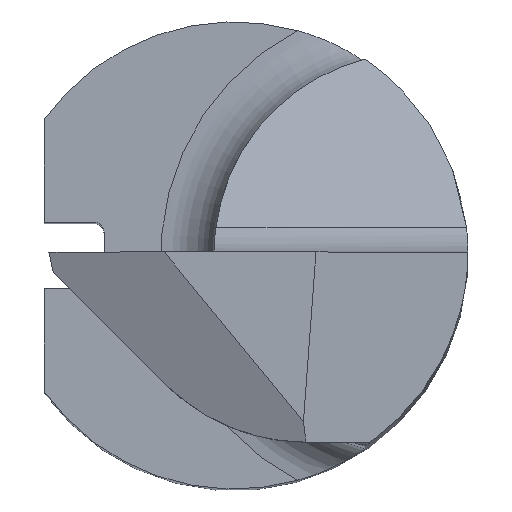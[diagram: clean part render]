
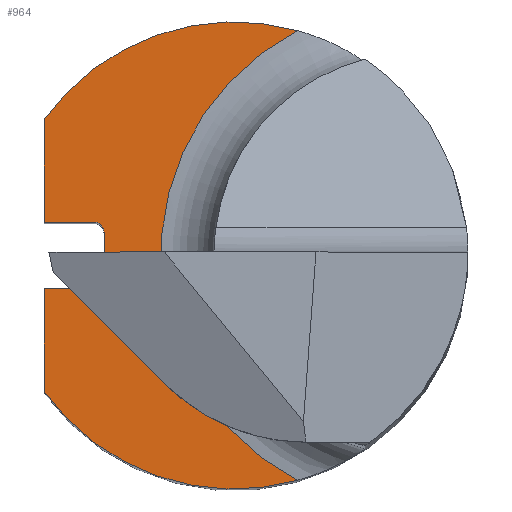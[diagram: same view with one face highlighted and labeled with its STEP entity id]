
A CAD part, top view. The second image highlights one B-rep face of the part: STEP entity #964.
In plain terms, the highlighted planar face has unit normal (0, 0, 1).
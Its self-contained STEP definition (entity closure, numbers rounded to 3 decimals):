
#10 = DIRECTION ( 'NONE',  ( 0., -1., 0. ) ) ;
#25 = DIRECTION ( 'NONE',  ( -1., 0., 0. ) ) ;
#31 = LINE ( 'NONE', #451, #194 ) ;
#52 = CARTESIAN_POINT ( 'NONE',  ( -1.95, 0.35, 14.75 ) ) ;
#75 = LINE ( 'NONE', #769, #157 ) ;
#80 = AXIS2_PLACEMENT_3D ( 'NONE', #653, #554, #1057 ) ;
#108 = CARTESIAN_POINT ( 'NONE',  ( -2.85, -2.032, 14.75 ) ) ;
#110 = CARTESIAN_POINT ( 'NONE',  ( -2.1, 0.5, 14.75 ) ) ;
#117 = CARTESIAN_POINT ( 'NONE',  ( -2.85, -0.5, 14.75 ) ) ;
#135 = CARTESIAN_POINT ( 'NONE',  ( 0., 0., 14.75 ) ) ;
#157 = VECTOR ( 'NONE', #10, 1000. ) ;
#159 = EDGE_LOOP ( 'NONE', ( #476, #1022, #675, #224, #602, #358, #1111, #1059, #184, #351 ) ) ;
#184 = ORIENTED_EDGE ( 'NONE', *, *, #795, .T. ) ;
#190 = AXIS2_PLACEMENT_3D ( 'NONE', #135, #460, #660 ) ;
#194 = VECTOR ( 'NONE', #881, 1000. ) ;
#206 = DIRECTION ( 'NONE',  ( -1., 0., 0. ) ) ;
#224 = ORIENTED_EDGE ( 'NONE', *, *, #666, .T. ) ;
#231 = AXIS2_PLACEMENT_3D ( 'NONE', #1046, #619, #206 ) ;
#242 = VERTEX_POINT ( 'NONE', #371 ) ;
#258 = VERTEX_POINT ( 'NONE', #884 ) ;
#259 = EDGE_CURVE ( 'NONE', #845, #591, #678, .T. ) ;
#280 = CIRCLE ( 'NONE', #80, 0.15 ) ;
#287 = CARTESIAN_POINT ( 'NONE',  ( -2.1, -0.35, 14.75 ) ) ;
#288 = LINE ( 'NONE', #117, #805 ) ;
#293 = CARTESIAN_POINT ( 'NONE',  ( 2.691, 0., 14.75 ) ) ;
#307 = DIRECTION ( 'NONE',  ( 0., 0., -1. ) ) ;
#327 = VERTEX_POINT ( 'NONE', #52 ) ;
#330 = EDGE_CURVE ( 'NONE', #991, #584, #411, .T. ) ;
#348 = LINE ( 'NONE', #366, #481 ) ;
#351 = ORIENTED_EDGE ( 'NONE', *, *, #531, .T. ) ;
#353 = AXIS2_PLACEMENT_3D ( 'NONE', #293, #644, #895 ) ;
#358 = ORIENTED_EDGE ( 'NONE', *, *, #916, .F. ) ;
#366 = CARTESIAN_POINT ( 'NONE',  ( -2.85, -0.5, 14.75 ) ) ;
#371 = CARTESIAN_POINT ( 'NONE',  ( -2.85, 0.5, 14.75 ) ) ;
#372 = AXIS2_PLACEMENT_3D ( 'NONE', #553, #307, #400 ) ;
#374 = CIRCLE ( 'NONE', #353, 3.791 ) ;
#380 = CARTESIAN_POINT ( 'NONE',  ( -2.85, 2.032, 14.75 ) ) ;
#384 = EDGE_CURVE ( 'NONE', #242, #834, #556, .T. ) ;
#400 = DIRECTION ( 'NONE',  ( -1., 0., 0. ) ) ;
#411 = CIRCLE ( 'NONE', #372, 3.5 ) ;
#449 = DIRECTION ( 'NONE',  ( -1., 0., 0. ) ) ;
#451 = CARTESIAN_POINT ( 'NONE',  ( -1.95, 0.5, 14.75 ) ) ;
#460 = DIRECTION ( 'NONE',  ( 0., 0., -1. ) ) ;
#476 = ORIENTED_EDGE ( 'NONE', *, *, #259, .F. ) ;
#481 = VECTOR ( 'NONE', #628, 1000. ) ;
#531 = EDGE_CURVE ( 'NONE', #821, #591, #348, .T. ) ;
#532 = FACE_OUTER_BOUND ( 'NONE', #159, .T. ) ;
#553 = CARTESIAN_POINT ( 'NONE',  ( 0., 0., 14.75 ) ) ;
#554 = DIRECTION ( 'NONE',  ( 0., 0., 1. ) ) ;
#556 = LINE ( 'NONE', #990, #912 ) ;
#584 = VERTEX_POINT ( 'NONE', #1056 ) ;
#591 = VERTEX_POINT ( 'NONE', #108 ) ;
#602 = ORIENTED_EDGE ( 'NONE', *, *, #384, .T. ) ;
#619 = DIRECTION ( 'NONE',  ( 0., 0., 1. ) ) ;
#626 = CIRCLE ( 'NONE', #1070, 0.15 ) ;
#628 = DIRECTION ( 'NONE',  ( 0., -1., 0. ) ) ;
#637 = DIRECTION ( 'NONE',  ( 0., 0., 1. ) ) ;
#644 = DIRECTION ( 'NONE',  ( 0., 0., 1. ) ) ;
#653 = CARTESIAN_POINT ( 'NONE',  ( -2.1, 0.35, 14.75 ) ) ;
#660 = DIRECTION ( 'NONE',  ( -1., 0., 0. ) ) ;
#666 = EDGE_CURVE ( 'NONE', #991, #242, #75, .T. ) ;
#675 = ORIENTED_EDGE ( 'NONE', *, *, #330, .F. ) ;
#678 = CIRCLE ( 'NONE', #190, 3.5 ) ;
#721 = CARTESIAN_POINT ( 'NONE',  ( -1.95, -0.35, 14.75 ) ) ;
#722 = CARTESIAN_POINT ( 'NONE',  ( -2.85, -0.5, 14.75 ) ) ;
#769 = CARTESIAN_POINT ( 'NONE',  ( -2.85, 3.364, 14.75 ) ) ;
#795 = EDGE_CURVE ( 'NONE', #258, #821, #288, .T. ) ;
#800 = PLANE ( 'NONE',  #231 ) ;
#805 = VECTOR ( 'NONE', #25, 1000. ) ;
#811 = EDGE_CURVE ( 'NONE', #327, #913, #31, .T. ) ;
#821 = VERTEX_POINT ( 'NONE', #722 ) ;
#834 = VERTEX_POINT ( 'NONE', #110 ) ;
#845 = VERTEX_POINT ( 'NONE', #1008 ) ;
#881 = DIRECTION ( 'NONE',  ( 0., -1., 0. ) ) ;
#884 = CARTESIAN_POINT ( 'NONE',  ( -2.1, -0.5, 14.75 ) ) ;
#895 = DIRECTION ( 'NONE',  ( -1., 0., 0. ) ) ;
#912 = VECTOR ( 'NONE', #1080, 1000. ) ;
#913 = VERTEX_POINT ( 'NONE', #721 ) ;
#916 = EDGE_CURVE ( 'NONE', #327, #834, #280, .T. ) ;
#931 = EDGE_CURVE ( 'NONE', #258, #913, #626, .T. ) ;
#964 = ADVANCED_FACE ( 'NONE', ( #532 ), #800, .T. ) ;
#990 = CARTESIAN_POINT ( 'NONE',  ( -2.85, 0.5, 14.75 ) ) ;
#991 = VERTEX_POINT ( 'NONE', #380 ) ;
#993 = EDGE_CURVE ( 'NONE', #584, #845, #374, .T. ) ;
#1008 = CARTESIAN_POINT ( 'NONE',  ( 0.951, -3.368, 14.75 ) ) ;
#1022 = ORIENTED_EDGE ( 'NONE', *, *, #993, .F. ) ;
#1046 = CARTESIAN_POINT ( 'NONE',  ( 0., 0., 14.75 ) ) ;
#1056 = CARTESIAN_POINT ( 'NONE',  ( 0.951, 3.368, 14.75 ) ) ;
#1057 = DIRECTION ( 'NONE',  ( -1., 0., 0. ) ) ;
#1059 = ORIENTED_EDGE ( 'NONE', *, *, #931, .F. ) ;
#1070 = AXIS2_PLACEMENT_3D ( 'NONE', #287, #637, #449 ) ;
#1080 = DIRECTION ( 'NONE',  ( 1., 0., 0. ) ) ;
#1111 = ORIENTED_EDGE ( 'NONE', *, *, #811, .T. ) ;
